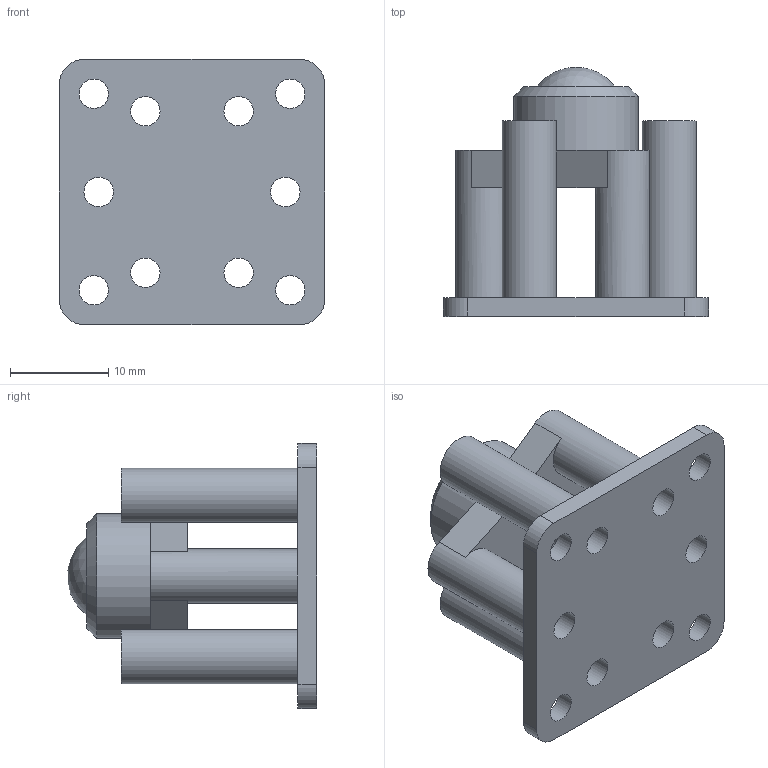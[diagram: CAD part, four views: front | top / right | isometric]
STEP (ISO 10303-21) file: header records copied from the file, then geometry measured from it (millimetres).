
FILE_DESCRIPTION(/* description */ (''),/* implementation_level */ '2;1');
FILE_NAME(/* name */ 'Tamiya 70144 Caster Ball v2.step',/* time_stamp */ '2017-03-08T16:26:19+09:00',/* author */ (''),/* organization */ (''),/* preprocessor_version */ 'ST-DEVELOPER v16.5',/* originating_system */ 'Autodesk Translation Framework v5.2.0.2920',/* authorisation */ '');
FILE_SCHEMA (('AUTOMOTIVE_DESIGN { 1 0 10303 214 3 1 1 }'));
Length unit declared in the file: millimetre
Products named in the file (1): Tamiya 70144 Caster Ball v2
Bounding box: 27 x 25.36 x 27 mm (x, y, z)
Volume: 4499.3 mm3; surface area: 5481.6 mm2
Topology: 2 solids, 2 shells, 43 faces, 122 edges, 81 vertices
Faces by surface type: cylinder 22, plane 19, cone 1, sphere 1
Full cylindrical faces by diameter (mm): 3 x10, 5.5 x6, 9.2 x1, 12.7 x1
Entity records: 1363 total; most frequent: DIRECTION 238, CARTESIAN_POINT 215, ORIENTED_EDGE 190, AXIS2_PLACEMENT_3D 99, EDGE_CURVE 95, EDGE_LOOP 93, VERTEX_POINT 76, CIRCLE 55
